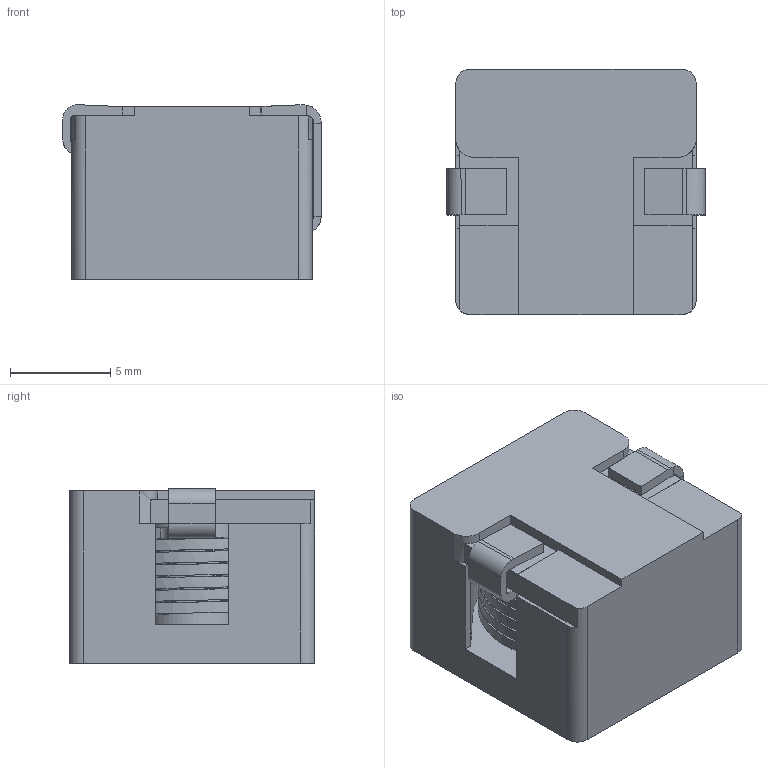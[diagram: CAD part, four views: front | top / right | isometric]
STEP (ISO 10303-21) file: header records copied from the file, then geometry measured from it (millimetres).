
FILE_DESCRIPTION(/* description */ ('Unknown'),/* implementation_level */ '2;1');
FILE_NAME(/* name */ 'HM73-50XXXLF',/* time_stamp */ '2021-12-27T14:09:19+08:00',/* author */ ('Unknown'),/* organization */ ('Unknown'),/* preprocessor_version */ 'ST-DEVELOPER v16.7',/* originating_system */ 'Solid Edge',/* authorisation */ 'Unknown');
FILE_SCHEMA (('AUTOMOTIVE_DESIGN {1 0 10303 214 3 1 1}'));
Length unit declared in the file: millimetre
Products named in the file (1): HM73-50XXXLF
Bounding box: 12.87 x 12.21 x 8.68 mm (x, y, z)
Volume: 1082.2 mm3; surface area: 1983.3 mm2
Topology: 2 solids, 2 shells, 233 faces, 620 edges, 404 vertices
Faces by surface type: plane 178, bspline 51, cylinder 4
Entity records: 10457 total; most frequent: CARTESIAN_POINT 3564, ORIENTED_EDGE 1234, DIRECTION 805, EDGE_CURVE 617, LINE 419, VECTOR 419, VERTEX_POINT 404, EDGE_LOOP 257
